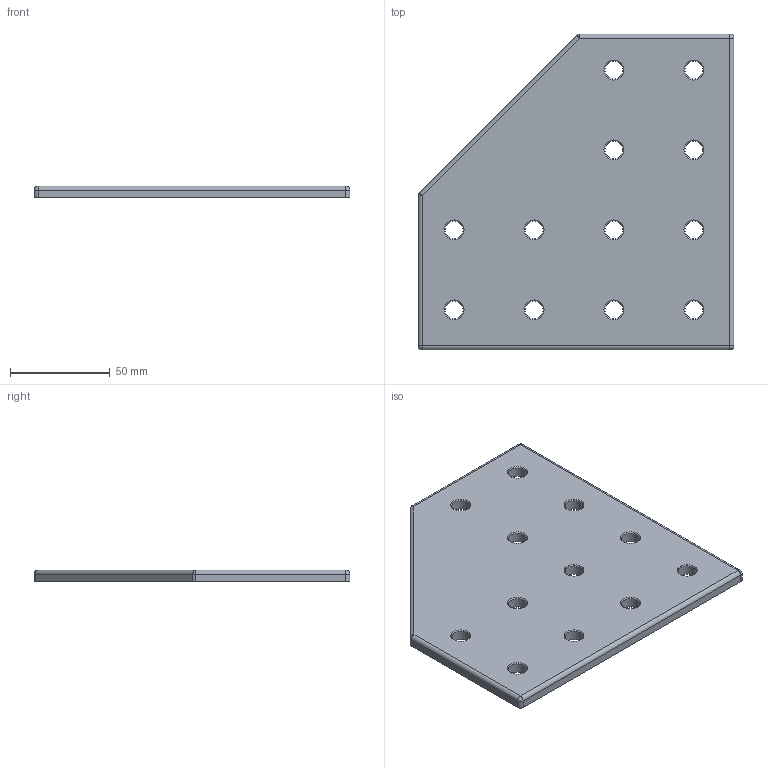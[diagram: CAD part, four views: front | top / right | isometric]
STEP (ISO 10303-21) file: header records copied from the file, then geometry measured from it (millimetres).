
FILE_DESCRIPTION (( 'STEP AP214' ), '1' );
FILE_NAME ('FIXE00H1667-Plaque de connexion LV2 160x160.step', '2023-03-24T09:54:19', ( 'Altae' ), ( '' ), 'SwSTEP 2.0', 'SolidWorks 2021', '' );
FILE_SCHEMA (( 'AUTOMOTIVE_DESIGN' ));
Length unit declared in the file: millimetre
Products named in the file (1): FIXE00H1667-Plaque de connexion LV2 160x160
Bounding box: 158 x 158 x 6 mm (x, y, z)
Volume: 125401.6 mm3; surface area: 46833.1 mm2
Topology: 1 solids, 1 shells, 94 faces, 217 edges, 121 vertices
Faces by surface type: cone 48, cylinder 34, plane 7, sphere 5
Entity records: 2691 total; most frequent: DIRECTION 519, CARTESIAN_POINT 429, ORIENTED_EDGE 426, EDGE_CURVE 213, AXIS2_PLACEMENT_3D 211, VERTEX_POINT 121, EDGE_LOOP 118, CIRCLE 116
